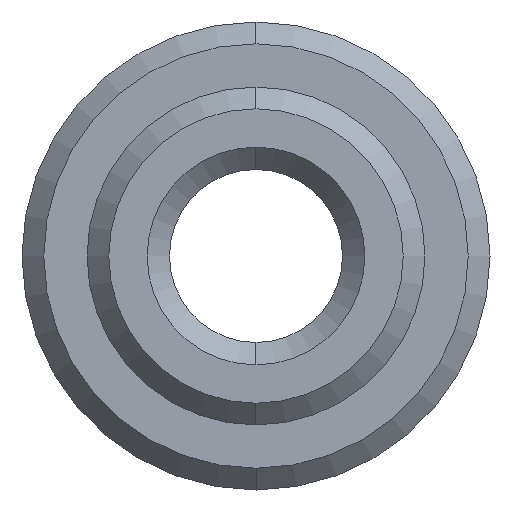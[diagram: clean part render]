
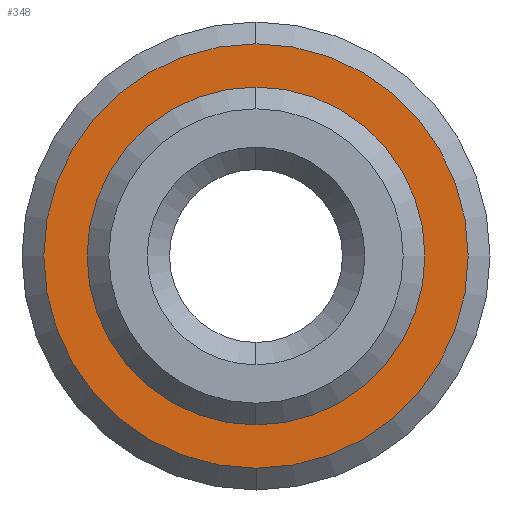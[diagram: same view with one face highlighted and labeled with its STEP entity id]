
A CAD part, left-side view. The second image highlights one B-rep face of the part: STEP entity #348.
In plain terms, the highlighted planar face has unit normal (-1, 0, 0).
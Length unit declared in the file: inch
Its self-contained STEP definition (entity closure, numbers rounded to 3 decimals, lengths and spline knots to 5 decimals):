
#8 = DIRECTION ( 'NONE',  ( -1., 0., 0. ) ) ;
#34 = ORIENTED_EDGE ( 'NONE', *, *, #663, .T. ) ;
#43 = CIRCLE ( 'NONE', #403, 0.195 ) ;
#46 = AXIS2_PLACEMENT_3D ( 'NONE', #699, #8, #408 ) ;
#48 = EDGE_CURVE ( 'NONE', #717, #222, #421, .T. ) ;
#148 = EDGE_LOOP ( 'NONE', ( #34, #662 ) ) ;
#161 = FACE_BOUND ( 'NONE', #590, .T. ) ;
#164 = AXIS2_PLACEMENT_3D ( 'NONE', #428, #330, #612 ) ;
#183 = CARTESIAN_POINT ( 'NONE',  ( -0.375, 0., -0.195 ) ) ;
#198 = CARTESIAN_POINT ( 'NONE',  ( -0.375, 0., 0. ) ) ;
#203 = CARTESIAN_POINT ( 'NONE',  ( -0.375, 0., -0.15525 ) ) ;
#216 = CIRCLE ( 'NONE', #299, 0.195 ) ;
#222 = VERTEX_POINT ( 'NONE', #203 ) ;
#257 = PLANE ( 'NONE',  #493 ) ;
#298 = CARTESIAN_POINT ( 'NONE',  ( -0.375, 0., 0.195 ) ) ;
#299 = AXIS2_PLACEMENT_3D ( 'NONE', #198, #538, #720 ) ;
#302 = EDGE_CURVE ( 'NONE', #222, #717, #549, .T. ) ;
#307 = CARTESIAN_POINT ( 'NONE',  ( -0.375, 0.15525, 0. ) ) ;
#330 = DIRECTION ( 'NONE',  ( -1., 0., 0. ) ) ;
#348 = ADVANCED_FACE ( 'NONE', ( #684, #161 ), #257, .T. ) ;
#367 = CARTESIAN_POINT ( 'NONE',  ( -0.375, 0., 0. ) ) ;
#370 = DIRECTION ( 'NONE',  ( 0., 0., 1. ) ) ;
#401 = VERTEX_POINT ( 'NONE', #298 ) ;
#403 = AXIS2_PLACEMENT_3D ( 'NONE', #367, #645, #370 ) ;
#408 = DIRECTION ( 'NONE',  ( 0., 0., 1. ) ) ;
#421 = CIRCLE ( 'NONE', #164, 0.15525 ) ;
#428 = CARTESIAN_POINT ( 'NONE',  ( -0.375, 0., 0. ) ) ;
#444 = ORIENTED_EDGE ( 'NONE', *, *, #302, .F. ) ;
#466 = DIRECTION ( 'NONE',  ( -1., 0., 0. ) ) ;
#483 = VERTEX_POINT ( 'NONE', #183 ) ;
#493 = AXIS2_PLACEMENT_3D ( 'NONE', #307, #466, #529 ) ;
#502 = CARTESIAN_POINT ( 'NONE',  ( -0.375, 0., 0.15525 ) ) ;
#529 = DIRECTION ( 'NONE',  ( 0., 0., 1. ) ) ;
#538 = DIRECTION ( 'NONE',  ( -1., 0., 0. ) ) ;
#549 = CIRCLE ( 'NONE', #46, 0.15525 ) ;
#553 = EDGE_CURVE ( 'NONE', #401, #483, #216, .T. ) ;
#590 = EDGE_LOOP ( 'NONE', ( #727, #444 ) ) ;
#612 = DIRECTION ( 'NONE',  ( 0., 0., 1. ) ) ;
#645 = DIRECTION ( 'NONE',  ( -1., 0., 0. ) ) ;
#662 = ORIENTED_EDGE ( 'NONE', *, *, #553, .T. ) ;
#663 = EDGE_CURVE ( 'NONE', #483, #401, #43, .T. ) ;
#684 = FACE_OUTER_BOUND ( 'NONE', #148, .T. ) ;
#699 = CARTESIAN_POINT ( 'NONE',  ( -0.375, 0., 0. ) ) ;
#717 = VERTEX_POINT ( 'NONE', #502 ) ;
#720 = DIRECTION ( 'NONE',  ( 0., 0., 1. ) ) ;
#727 = ORIENTED_EDGE ( 'NONE', *, *, #48, .F. ) ;
